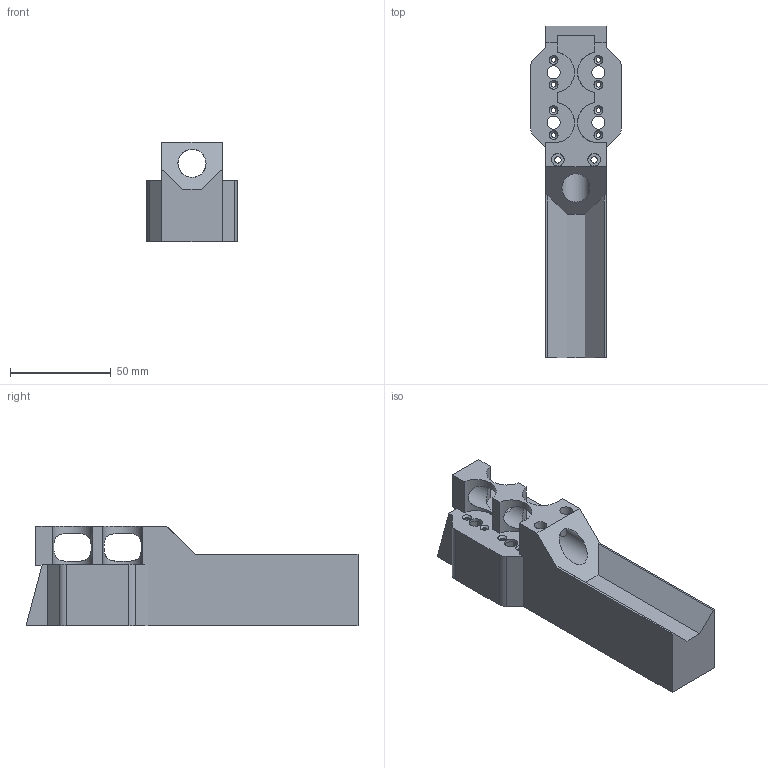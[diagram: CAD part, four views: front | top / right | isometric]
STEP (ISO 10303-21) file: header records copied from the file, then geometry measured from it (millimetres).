
FILE_DESCRIPTION(/* description */ (''),/* implementation_level */ '2;1');
FILE_NAME(/* name */ 'UpperReciever.step',/* time_stamp */ '2019-01-14T18:23:00-06:00',/* author */ (''),/* organization */ (''),/* preprocessor_version */ 'ST-DEVELOPER v17.2',/* originating_system */ 'Autodesk Translation Framework v7.6.0.251',/* authorisation */ '');
FILE_SCHEMA (('AUTOMOTIVE_DESIGN { 1 0 10303 214 3 1 1 }'));
Length unit declared in the file: millimetre
Products named in the file (1): UpperReciever
Bounding box: 45 x 165.1 x 49.5 mm (x, y, z)
Volume: 83593.1 mm3; surface area: 43319.9 mm2
Topology: 1 solids, 1 shells, 99 faces, 293 edges, 195 vertices
Faces by surface type: plane 54, cylinder 37, cone 8
Full cylindrical faces by diameter (mm): 2.4 x8, 3.15 x2, 6.25 x2, 6.55 x4, 14 x1
Entity records: 3709 total; most frequent: CARTESIAN_POINT 873, ORIENTED_EDGE 586, DIRECTION 567, EDGE_CURVE 293, VERTEX_POINT 195, LINE 193, VECTOR 193, AXIS2_PLACEMENT_3D 187
